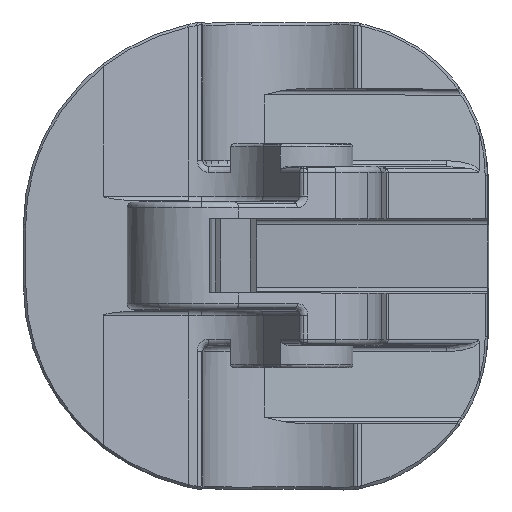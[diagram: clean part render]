
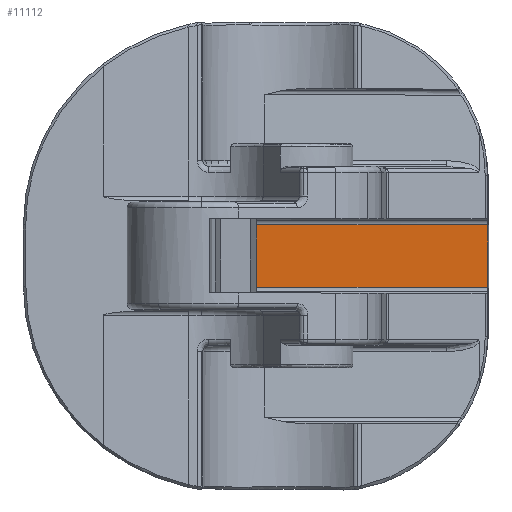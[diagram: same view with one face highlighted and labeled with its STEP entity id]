
A CAD part, top view. The second image highlights one B-rep face of the part: STEP entity #11112.
In plain terms, the highlighted planar face has unit normal (-0.052, 0, 0.999).
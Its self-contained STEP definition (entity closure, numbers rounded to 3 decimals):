
#1386 = LINE ( 'NONE', #11357, #8848 ) ;
#1778 = CARTESIAN_POINT ( 'NONE',  ( 7.989, -1.05, -63.645 ) ) ;
#1927 = LINE ( 'NONE', #3020, #8891 ) ;
#2026 = AXIS2_PLACEMENT_3D ( 'NONE', #5159, #13807, #9600 ) ;
#2050 = CARTESIAN_POINT ( 'NONE',  ( 7.348, 1.05, -63.678 ) ) ;
#2464 = EDGE_CURVE ( 'NONE', #2943, #10833, #1386, .T. ) ;
#2943 = VERTEX_POINT ( 'NONE', #1778 ) ;
#3020 = CARTESIAN_POINT ( 'NONE',  ( 7.348, -1.05, -63.678 ) ) ;
#3752 = DIRECTION ( 'NONE',  ( 0., 1., 0. ) ) ;
#3930 = ORIENTED_EDGE ( 'NONE', *, *, #4239, .T. ) ;
#4191 = DIRECTION ( 'NONE',  ( 0.999, 0., 0.052 ) ) ;
#4239 = EDGE_CURVE ( 'NONE', #8442, #2943, #1927, .T. ) ;
#4440 = ORIENTED_EDGE ( 'NONE', *, *, #9203, .T. ) ;
#5159 = CARTESIAN_POINT ( 'NONE',  ( 10.046, 0., -63.537 ) ) ;
#5660 = VECTOR ( 'NONE', #13325, 1000. ) ;
#5838 = DIRECTION ( 'NONE',  ( 0., 1., 0. ) ) ;
#5902 = ORIENTED_EDGE ( 'NONE', *, *, #13269, .F. ) ;
#5942 = CARTESIAN_POINT ( 'NONE',  ( 0.247, 0., -64.05 ) ) ;
#7819 = LINE ( 'NONE', #2050, #5660 ) ;
#8359 = CARTESIAN_POINT ( 'NONE',  ( 0.247, 1.05, -64.05 ) ) ;
#8442 = VERTEX_POINT ( 'NONE', #11347 ) ;
#8577 = FACE_OUTER_BOUND ( 'NONE', #11141, .T. ) ;
#8848 = VECTOR ( 'NONE', #5838, 1000. ) ;
#8891 = VECTOR ( 'NONE', #4191, 1000. ) ;
#9077 = VECTOR ( 'NONE', #3752, 1000. ) ;
#9203 = EDGE_CURVE ( 'NONE', #10833, #10080, #7819, .T. ) ;
#9380 = PLANE ( 'NONE',  #2026 ) ;
#9600 = DIRECTION ( 'NONE',  ( 0., 1., 0. ) ) ;
#10080 = VERTEX_POINT ( 'NONE', #8359 ) ;
#10833 = VERTEX_POINT ( 'NONE', #13226 ) ;
#11112 = ADVANCED_FACE ( 'NONE', ( #8577 ), #9380, .T. ) ;
#11141 = EDGE_LOOP ( 'NONE', ( #4440, #5902, #3930, #11528 ) ) ;
#11347 = CARTESIAN_POINT ( 'NONE',  ( 0.247, -1.05, -64.05 ) ) ;
#11357 = CARTESIAN_POINT ( 'NONE',  ( 7.989, 0., -63.645 ) ) ;
#11528 = ORIENTED_EDGE ( 'NONE', *, *, #2464, .T. ) ;
#12748 = LINE ( 'NONE', #5942, #9077 ) ;
#13226 = CARTESIAN_POINT ( 'NONE',  ( 7.989, 1.05, -63.645 ) ) ;
#13269 = EDGE_CURVE ( 'NONE', #8442, #10080, #12748, .T. ) ;
#13325 = DIRECTION ( 'NONE',  ( -0.999, 0., -0.052 ) ) ;
#13807 = DIRECTION ( 'NONE',  ( -0.052, 0., 0.999 ) ) ;
